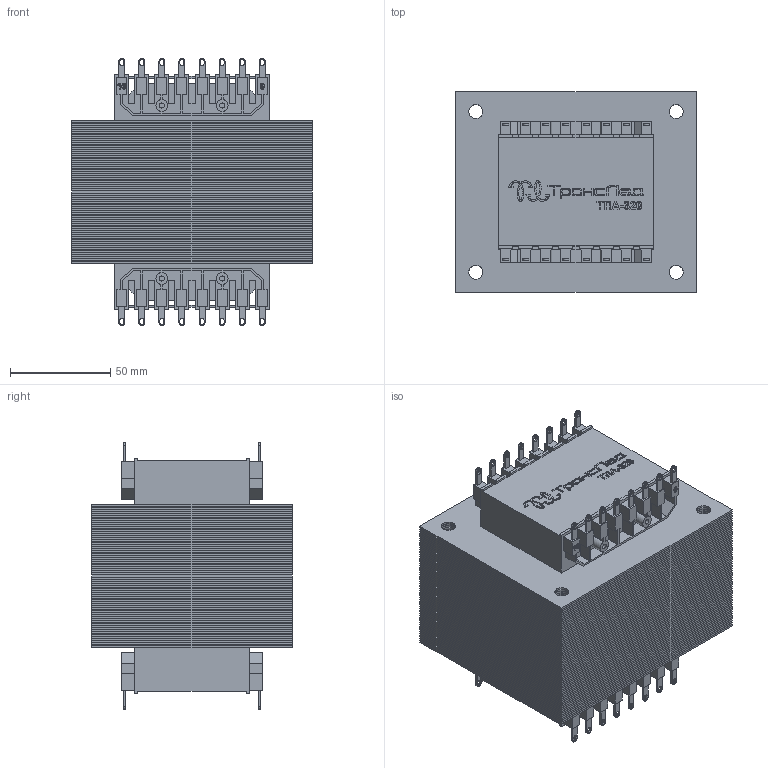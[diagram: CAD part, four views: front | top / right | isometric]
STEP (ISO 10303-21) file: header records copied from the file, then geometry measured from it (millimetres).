
FILE_DESCRIPTION(/* description */ (''),/* implementation_level */ '2;1');
FILE_NAME(/* name */ 'TPA-320.step',/* time_stamp */ '2022-10-30T16:14:51+03:00',/* author */ (''),/* organization */ (''),/* preprocessor_version */ 'ST-DEVELOPER v19',/* originating_system */ 'Autodesk Translation Framework v11.7.0.108',/* authorisation */ '');
FILE_SCHEMA (('AUTOMOTIVE_DESIGN { 1 0 10303 214 3 1 1 }'));
Products named in the file (1): (Unsaved)
Bounding box: 120 x 100 x 133 mm (x, y, z)
Volume: 940196.2 mm3; surface area: 1269519.2 mm2
Topology: 122 solids, 122 shells, 2285 faces, 6137 edges, 4054 vertices
Faces by surface type: plane 1591, cylinder 386, bspline 308
Full cylindrical faces by diameter (mm): 2.5 x8, 7 x260
Entity records: 74443 total; most frequent: CARTESIAN_POINT 16914, ORIENTED_EDGE 12274, DIRECTION 10344, EDGE_CURVE 6137, LINE 4748, VECTOR 4748, VERTEX_POINT 4054, EDGE_LOOP 3015
